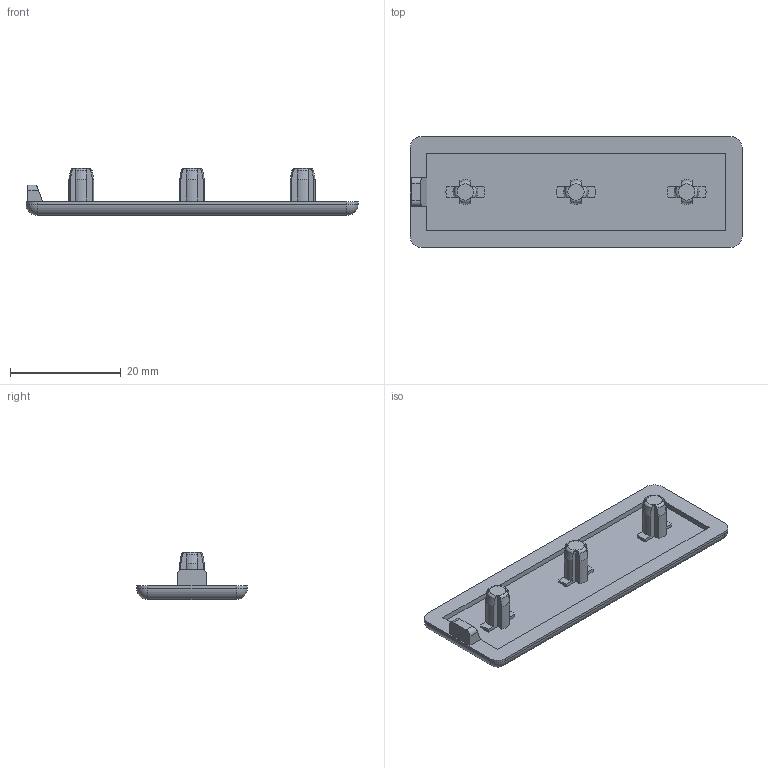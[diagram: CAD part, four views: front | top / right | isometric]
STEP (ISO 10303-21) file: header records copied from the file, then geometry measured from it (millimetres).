
FILE_DESCRIPTION(/* description */ (''),/* implementation_level */ '2;1');
FILE_NAME(/* name */ 'AI-4036_Abdeckkappe_20x60_grau-5.stp',/* time_stamp */ '2020-07-20T13:24:00+02:00',/* author */ ('jmaun'),/* organization */ ('maunsystem'),/* preprocessor_version */ 'ST-DEVELOPER v17',/* originating_system */ 'Autodesk Inventor 2019',/* authorisation */ '');
FILE_SCHEMA (('AUTOMOTIVE_DESIGN { 1 0 10303 214 3 1 1 }'));
Length unit declared in the file: millimetre
Products named in the file (1): AI-4036_Abdeckkappe_20x60_grau-5
Bounding box: 60 x 20 x 8.5 mm (x, y, z)
Volume: 2416.9 mm3; surface area: 3154 mm2
Topology: 1 solids, 1 shells, 105 faces, 287 edges, 184 vertices
Faces by surface type: plane 49, cylinder 28, torus 12, cone 12, sphere 4
Entity records: 3580 total; most frequent: CARTESIAN_POINT 837, ORIENTED_EDGE 566, DIRECTION 527, EDGE_CURVE 283, AXIS2_PLACEMENT_3D 186, VERTEX_POINT 184, LINE 155, VECTOR 155
